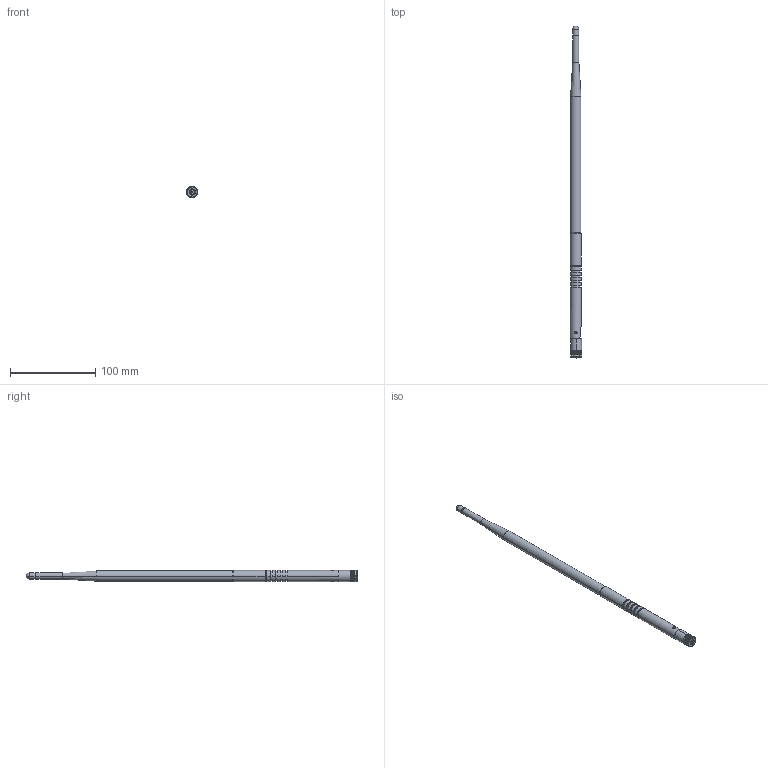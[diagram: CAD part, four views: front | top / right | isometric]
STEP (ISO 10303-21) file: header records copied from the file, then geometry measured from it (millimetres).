
FILE_DESCRIPTION (( 'STEP AP214' ), '1' );
FILE_NAME ('TI.18.3113_web .STEP', '2022-03-16T09:49:17', ( '' ), ( '' ), 'SwSTEP 2.0', 'SolidWorks 2018', '' );
FILE_SCHEMA (( 'AUTOMOTIVE_DESIGN' ));
Length unit declared in the file: millimetre
Products named in the file (1): TI.18.3113_web 
Bounding box: 13.5 x 389 x 13 mm (x, y, z)
Surface area: 15711.2 mm2 (no closed solid volume)
Topology: 0 solids, 6 shells, 156 faces, 513 edges, 375 vertices
Faces by surface type: plane 73, cylinder 71, cone 4, torus 4, sphere 2, bspline 2
Entity records: 8438 total; most frequent: CARTESIAN_POINT 2323, DIRECTION 933, ORIENTED_EDGE 777, EDGE_CURVE 510, VERTEX_POINT 374, VECTOR 325, LINE 325, AXIS2_PLACEMENT_3D 304
